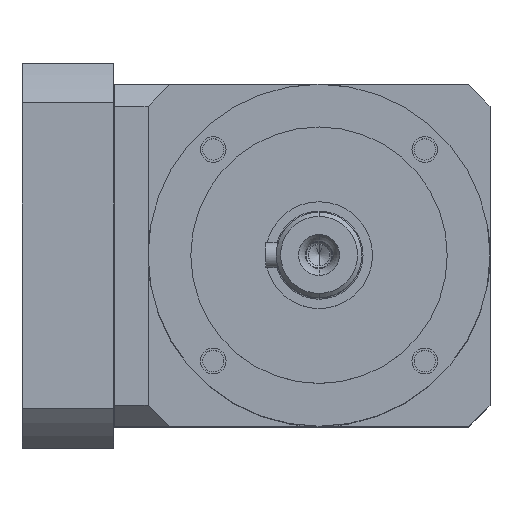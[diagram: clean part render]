
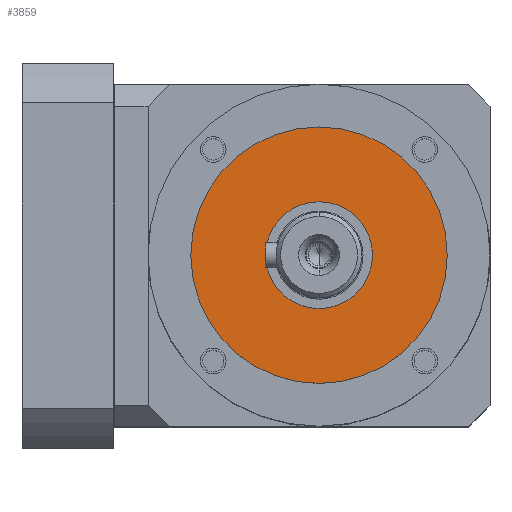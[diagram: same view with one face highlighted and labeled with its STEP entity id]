
A CAD part, top view. The second image highlights one B-rep face of the part: STEP entity #3859.
In plain terms, the highlighted planar face has unit normal (0, 0, 1).
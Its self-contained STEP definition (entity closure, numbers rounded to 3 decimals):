
#169=CARTESIAN_POINT('',(69.5,0.,107.));
#170=DIRECTION('',(0.,0.,-1.));
#171=DIRECTION('',(0.,-1.,0.));
#172=AXIS2_PLACEMENT_3D('',#169,#170,#171);
#174=CARTESIAN_POINT('',(69.5,0.,107.));
#175=DIRECTION('',(0.,0.,1.));
#176=DIRECTION('',(0.,-1.,0.));
#177=AXIS2_PLACEMENT_3D('',#174,#175,#176);
#184=CARTESIAN_POINT('',(69.5,0.,107.));
#185=DIRECTION('',(0.,0.,1.));
#186=DIRECTION('',(0.,-1.,0.));
#187=AXIS2_PLACEMENT_3D('',#184,#185,#186);
#2612=CARTESIAN_POINT('',(69.5,0.,107.));
#2613=DIRECTION('',(0.,0.,-1.));
#2614=DIRECTION('',(0.,-1.,0.));
#2615=AXIS2_PLACEMENT_3D('',#2612,#2613,#2614);
#2838=CARTESIAN_POINT('',(69.5,-12.5,107.));
#2840=VERTEX_POINT('',#2838);
#2842=CARTESIAN_POINT('',(69.5,12.5,107.));
#2844=VERTEX_POINT('',#2842);
#2845=CARTESIAN_POINT('',(69.5,-30.,107.));
#2846=CARTESIAN_POINT('',(69.5,30.,107.));
#2847=VERTEX_POINT('',#2845);
#2848=VERTEX_POINT('',#2846);
#3844=CARTESIAN_POINT('',(69.5,0.,107.));
#3845=DIRECTION('',(0.,0.,1.));
#3846=DIRECTION('',(0.,1.,0.));
#3847=AXIS2_PLACEMENT_3D('',#3844,#3845,#3846);
#3848=PLANE('',#3847);
#3850=ORIENTED_EDGE('',*,*,#3849,.F.);
#3852=ORIENTED_EDGE('',*,*,#3851,.T.);
#3853=EDGE_LOOP('',(#3850,#3852));
#3854=FACE_OUTER_BOUND('',#3853,.F.);
#3855=ORIENTED_EDGE('',*,*,#3830,.F.);
#3856=ORIENTED_EDGE('',*,*,#3812,.T.);
#3857=EDGE_LOOP('',(#3855,#3856));
#3858=FACE_BOUND('',#3857,.F.);
#173=CIRCLE('',#172,12.5);
#178=CIRCLE('',#177,12.5);
#188=CIRCLE('',#187,30.);
#2616=CIRCLE('',#2615,30.);
#3812=EDGE_CURVE('',#2840,#2844,#178,.T.);
#3830=EDGE_CURVE('',#2840,#2844,#173,.T.);
#3849=EDGE_CURVE('',#2847,#2848,#188,.T.);
#3851=EDGE_CURVE('',#2847,#2848,#2616,.T.);
#3859=ADVANCED_FACE('',(#3854,#3858),#3848,.T.);
